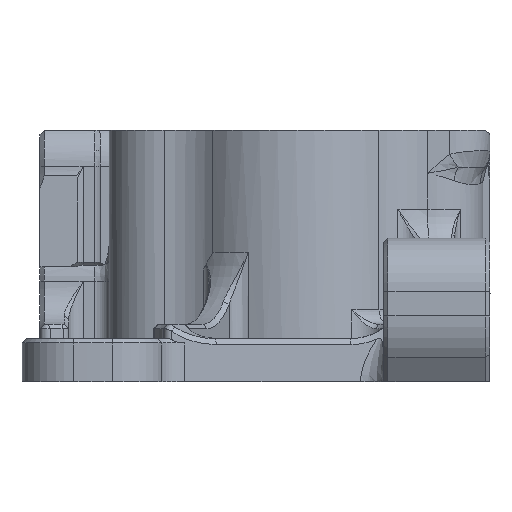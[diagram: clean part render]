
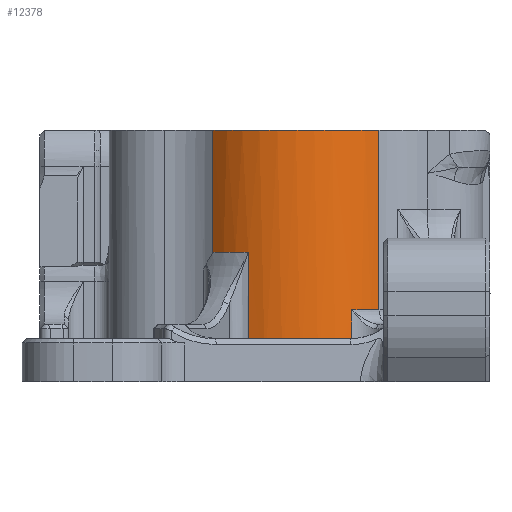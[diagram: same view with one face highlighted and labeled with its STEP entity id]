
A CAD part, left-side view. The second image highlights one B-rep face of the part: STEP entity #12378.
In plain terms, the highlighted cylindrical face has radius 8 mm (diameter 16 mm), a partial arc.
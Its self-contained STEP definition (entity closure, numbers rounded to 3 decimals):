
#832=FACE_OUTER_BOUND('',#1622,.T.);
#1622=EDGE_LOOP('',(#9113,#9114,#9115,#9116,#9117,#9118,#9119,#9120));
#2971=LINE('',#25486,#3755);
#2972=LINE('',#25490,#3756);
#2973=LINE('',#25494,#3757);
#2974=LINE('',#25497,#3758);
#3755=VECTOR('',#15195,1000.);
#3756=VECTOR('',#15198,1000.);
#3757=VECTOR('',#15201,1000.);
#3758=VECTOR('',#15204,1000.);
#4463=CIRCLE('',#13245,8.);
#4534=CIRCLE('',#13360,8.);
#4535=CIRCLE('',#13361,8.);
#4536=CIRCLE('',#13362,8.);
#5278=VERTEX_POINT('',#23757);
#5279=VERTEX_POINT('',#23759);
#5449=VERTEX_POINT('',#25485);
#5450=VERTEX_POINT('',#25487);
#5451=VERTEX_POINT('',#25489);
#5452=VERTEX_POINT('',#25491);
#5453=VERTEX_POINT('',#25493);
#5454=VERTEX_POINT('',#25495);
#6583=EDGE_CURVE('',#5278,#5279,#4463,.T.);
#6793=EDGE_CURVE('',#5278,#5449,#2971,.T.);
#6794=EDGE_CURVE('',#5449,#5450,#4534,.T.);
#6795=EDGE_CURVE('',#5450,#5451,#2972,.T.);
#6796=EDGE_CURVE('',#5451,#5452,#4535,.T.);
#6797=EDGE_CURVE('',#5452,#5453,#2973,.T.);
#6798=EDGE_CURVE('',#5453,#5454,#4536,.T.);
#6799=EDGE_CURVE('',#5279,#5454,#2974,.T.);
#9113=ORIENTED_EDGE('',*,*,#6583,.F.);
#9114=ORIENTED_EDGE('',*,*,#6793,.T.);
#9115=ORIENTED_EDGE('',*,*,#6794,.T.);
#9116=ORIENTED_EDGE('',*,*,#6795,.T.);
#9117=ORIENTED_EDGE('',*,*,#6796,.T.);
#9118=ORIENTED_EDGE('',*,*,#6797,.T.);
#9119=ORIENTED_EDGE('',*,*,#6798,.T.);
#9120=ORIENTED_EDGE('',*,*,#6799,.F.);
#12047=CYLINDRICAL_SURFACE('',#13359,8.);
#12378=ADVANCED_FACE('',(#832),#12047,.T.);
#13245=AXIS2_PLACEMENT_3D('',#23760,#14872,#14873);
#13359=AXIS2_PLACEMENT_3D('',#25484,#15193,#15194);
#13360=AXIS2_PLACEMENT_3D('',#25488,#15196,#15197);
#13361=AXIS2_PLACEMENT_3D('',#25492,#15199,#15200);
#13362=AXIS2_PLACEMENT_3D('',#25496,#15202,#15203);
#14872=DIRECTION('center_axis',(0.,0.,1.));
#14873=DIRECTION('ref_axis',(1.,0.,0.));
#15193=DIRECTION('center_axis',(0.,0.,-1.));
#15194=DIRECTION('ref_axis',(-1.,0.,0.));
#15195=DIRECTION('',(0.,0.,-1.));
#15196=DIRECTION('center_axis',(0.,0.,1.));
#15197=DIRECTION('ref_axis',(1.,0.,0.));
#15198=DIRECTION('',(0.,0.,-1.));
#15199=DIRECTION('center_axis',(0.,0.,1.));
#15200=DIRECTION('ref_axis',(1.,0.,0.));
#15201=DIRECTION('',(0.,0.,1.));
#15202=DIRECTION('center_axis',(0.,0.,1.));
#15203=DIRECTION('ref_axis',(1.,0.,0.));
#15204=DIRECTION('',(0.,0.,-1.));
#23757=CARTESIAN_POINT('',(-5.533,5.778,17.5));
#23759=CARTESIAN_POINT('',(-5.533,-5.778,17.5));
#23760=CARTESIAN_POINT('Origin',(0.,0.,17.5));
#25484=CARTESIAN_POINT('Origin',(0.,0.,17.5));
#25485=CARTESIAN_POINT('',(-5.533,5.778,9.));
#25486=CARTESIAN_POINT('',(-5.533,5.778,17.5));
#25487=CARTESIAN_POINT('',(-7.279,3.318,9.));
#25488=CARTESIAN_POINT('Origin',(0.,0.,9.));
#25489=CARTESIAN_POINT('',(-7.279,3.318,0.3));
#25490=CARTESIAN_POINT('',(-7.279,3.318,17.5));
#25491=CARTESIAN_POINT('',(-7.,-3.874,0.3));
#25492=CARTESIAN_POINT('Origin',(0.,0.,0.3));
#25493=CARTESIAN_POINT('',(-7.,-3.874,5.));
#25494=CARTESIAN_POINT('',(-7.,-3.874,17.5));
#25495=CARTESIAN_POINT('',(-5.533,-5.778,5.));
#25496=CARTESIAN_POINT('Origin',(0.,0.,5.));
#25497=CARTESIAN_POINT('',(-5.533,-5.778,17.5));
